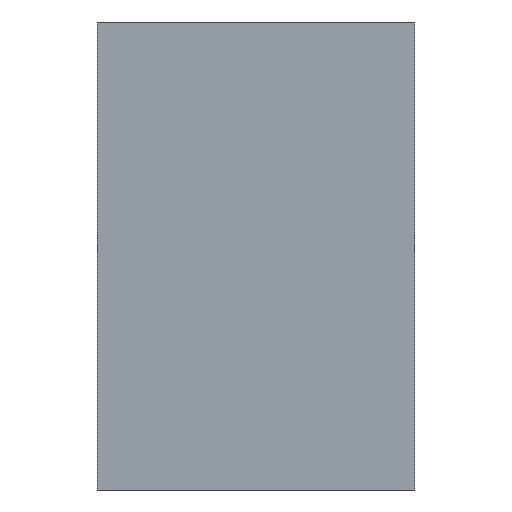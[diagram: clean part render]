
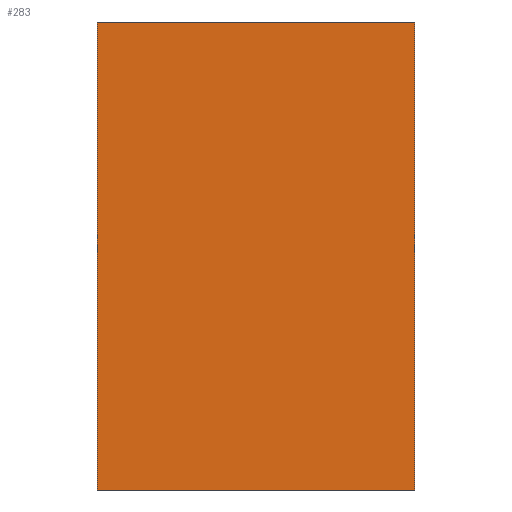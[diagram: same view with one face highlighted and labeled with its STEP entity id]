
A CAD part, front view. The second image highlights one B-rep face of the part: STEP entity #283.
In plain terms, the highlighted planar face has unit normal (0, -1, 0).
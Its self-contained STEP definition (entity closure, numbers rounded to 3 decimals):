
#38 = VERTEX_POINT ( 'NONE', #1461 ) ;
#109 = LINE ( 'NONE', #982, #1031 ) ;
#160 = FACE_OUTER_BOUND ( 'NONE', #941, .T. ) ;
#164 = CARTESIAN_POINT ( 'NONE',  ( 4.838, 0., -7.129 ) ) ;
#261 = CARTESIAN_POINT ( 'NONE',  ( 4.838, 0., -7.129 ) ) ;
#283 = ADVANCED_FACE ( 'NONE', ( #160 ), #1177, .F. ) ;
#430 = ORIENTED_EDGE ( 'NONE', *, *, #739, .F. ) ;
#460 = ORIENTED_EDGE ( 'NONE', *, *, #789, .F. ) ;
#529 = LINE ( 'NONE', #681, #969 ) ;
#628 = DIRECTION ( 'NONE',  ( 0., 0., -1. ) ) ;
#681 = CARTESIAN_POINT ( 'NONE',  ( -5.662, 0., -7.129 ) ) ;
#685 = DIRECTION ( 'NONE',  ( 0., 0., 1. ) ) ;
#739 = EDGE_CURVE ( 'NONE', #1052, #1336, #109, .T. ) ;
#789 = EDGE_CURVE ( 'NONE', #1408, #1052, #1250, .T. ) ;
#802 = LINE ( 'NONE', #1042, #909 ) ;
#909 = VECTOR ( 'NONE', #1208, 1000. ) ;
#941 = EDGE_LOOP ( 'NONE', ( #1330, #430, #460, #1110 ) ) ;
#969 = VECTOR ( 'NONE', #1049, 1000. ) ;
#982 = CARTESIAN_POINT ( 'NONE',  ( -5.662, 0., -7.129 ) ) ;
#1031 = VECTOR ( 'NONE', #1503, 1000. ) ;
#1032 = CARTESIAN_POINT ( 'NONE',  ( -5.662, 0., -7.129 ) ) ;
#1042 = CARTESIAN_POINT ( 'NONE',  ( -5.662, 0., 8.371 ) ) ;
#1049 = DIRECTION ( 'NONE',  ( 0., 0., 1. ) ) ;
#1052 = VERTEX_POINT ( 'NONE', #164 ) ;
#1072 = EDGE_CURVE ( 'NONE', #38, #1408, #802, .T. ) ;
#1087 = VECTOR ( 'NONE', #628, 1000. ) ;
#1110 = ORIENTED_EDGE ( 'NONE', *, *, #1072, .F. ) ;
#1163 = CARTESIAN_POINT ( 'NONE',  ( 0., 0., 0. ) ) ;
#1177 = PLANE ( 'NONE',  #1354 ) ;
#1208 = DIRECTION ( 'NONE',  ( 1., 0., 0. ) ) ;
#1250 = LINE ( 'NONE', #261, #1087 ) ;
#1270 = DIRECTION ( 'NONE',  ( 0., 1., 0. ) ) ;
#1299 = EDGE_CURVE ( 'NONE', #1336, #38, #529, .T. ) ;
#1330 = ORIENTED_EDGE ( 'NONE', *, *, #1299, .F. ) ;
#1336 = VERTEX_POINT ( 'NONE', #1032 ) ;
#1340 = CARTESIAN_POINT ( 'NONE',  ( 4.838, 0., 8.371 ) ) ;
#1354 = AXIS2_PLACEMENT_3D ( 'NONE', #1163, #1270, #685 ) ;
#1408 = VERTEX_POINT ( 'NONE', #1340 ) ;
#1461 = CARTESIAN_POINT ( 'NONE',  ( -5.662, 0., 8.371 ) ) ;
#1503 = DIRECTION ( 'NONE',  ( -1., 0., 0. ) ) ;
